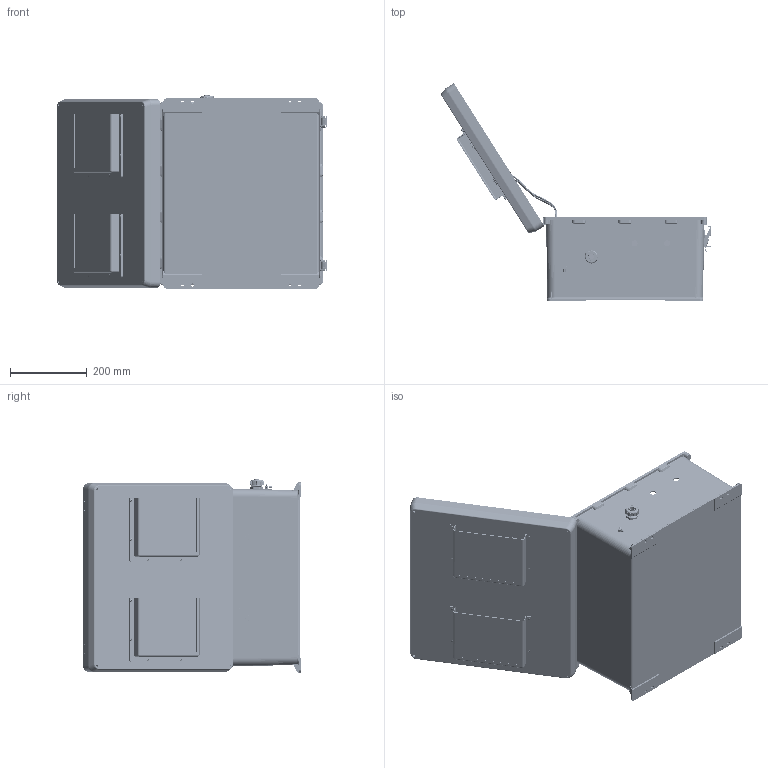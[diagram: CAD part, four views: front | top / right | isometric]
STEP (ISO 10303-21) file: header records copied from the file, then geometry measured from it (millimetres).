
FILE_DESCRIPTION (( 'STEP AP214' ), '1' );
FILE_NAME ('TEF181608-1HFS-UL.STEP', '2019-05-09T16:50:36', ( '' ), ( '' ), 'SwSTEP 2.0', 'SolidWorks 2018', '' );
FILE_SCHEMA (( 'AUTOMOTIVE_DESIGN' ));
Length unit declared in the file: inch
Products named in the file (40): XCT-0010; XF685-01; XHIC-HTR110; NB181608-DoorClasp-2; XFS-0017; NB181608-Box; XFW-0002; XFS-0067_XFS-0067; NEMA 18 GroundWire; NB181608-DoorClasp-1; XFR-0005; X-PCB-HYP285; XFS-0032_91735A151; XFS-0024_90184A168; XMH-0002; XFW-0004; XFN-0022; XMH-0010; Fan Screen-120x120 ALUM; NB181608-Hinge; XCT-0005; X-ASSY-HYP285-1; XERZ-V20D241; TEF181608-1HFS-UL; XFN-0003; XFN-0002; XFN-0021; FanWires-18; XMH-0007; XM220-01-UL; XFS-0066_90272A147; XFS-0026; XF797-02; XFN-0013; XCT-0011; HYP286_pcb; 10-32 NEMA PLATE SCREW; XCTB-0002; XC-0003; NB181608-Lid-Vented
Assembly tree (110 placements, depth 3):
  TEF181608-1HFS-UL
    NB181608-Box
    NB181608-Hinge  x2
    NB181608-Lid-Vented
    NB181608-DoorClasp-1  x2
    NB181608-DoorClasp-2  x2
    XF685-01
    XMH-0007  x4
    XCTB-0002
    10-32 NEMA PLATE SCREW  x4
    XFN-0013  x2
    XMH-0010  x2
    XF797-02
    XFS-0017  x17
    XCT-0011
    XCT-0010
    XFN-0003  x2
    XC-0003
    XCT-0005
    XFW-0002
    XFS-0026
    NEMA 18 GroundWire
    XM220-01-UL  x2
    XFN-0002  x8
    Fan Screen-120x120 ALUM  x2
    XMH-0002  x2
    XFR-0005  x12
    XFS-0024_90184A168  x8
    XFN-0021  x4
    HYP286_pcb
    XHIC-HTR110  x2
    XFW-0004  x6
    XFN-0022  x2
    X-ASSY-HYP285-1
      X-PCB-HYP285
      XERZ-V20D241  x3
    XFS-0032_91735A151  x2
    XFS-0066_90272A147  x2
    XFS-0067_XFS-0067  x2
    FanWires-18
Bounding box: 703.32 x 565.98 x 502.84 mm (x, y, z)
Volume: 4572337.4 mm3; surface area: 2649706.3 mm2
Topology: 110 solids, 111 shells, 11123 faces, 29427 edges, 18607 vertices
Faces by surface type: cylinder 4997, plane 2540, cone 2061, bspline 910, torus 558, sphere 57
Entity records: 240494 total; most frequent: CARTESIAN_POINT 85330, ORIENTED_EDGE 28560, DIRECTION 26528, EDGE_CURVE 14280, AXIS2_PLACEMENT_3D 9947, VERTEX_POINT 9030, LINE 6634, VECTOR 6634
